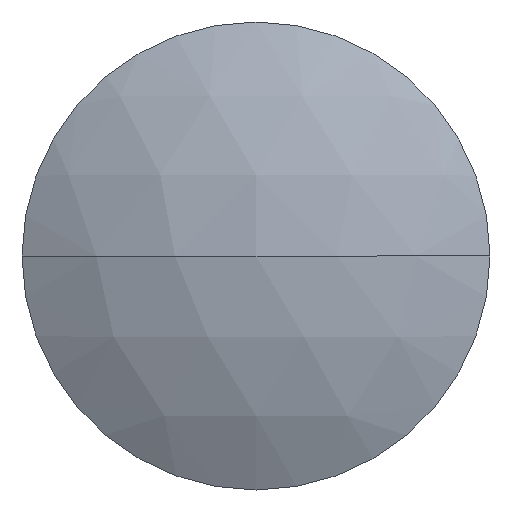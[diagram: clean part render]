
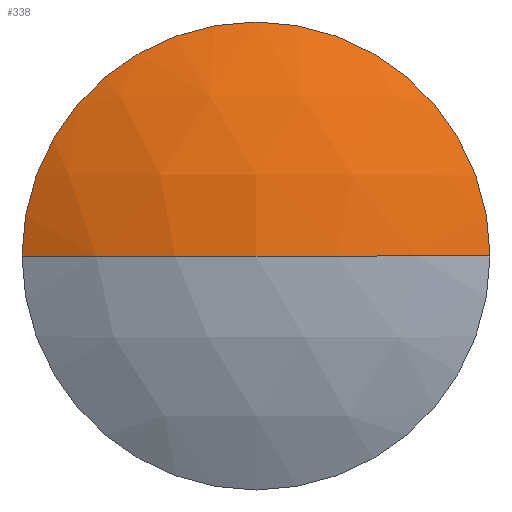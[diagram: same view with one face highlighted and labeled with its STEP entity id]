
A CAD part, left-side view. The second image highlights one B-rep face of the part: STEP entity #338.
In plain terms, the highlighted spherical face has radius 1.401 mm.
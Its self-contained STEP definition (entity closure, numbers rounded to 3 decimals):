
#11 = FACE_OUTER_BOUND ( 'NONE', #393, .T. ) ;
#21 = ORIENTED_EDGE ( 'NONE', *, *, #362, .T. ) ;
#45 = ORIENTED_EDGE ( 'NONE', *, *, #282, .F. ) ;
#60 = AXIS2_PLACEMENT_3D ( 'NONE', #265, #397, #366 ) ;
#76 = CARTESIAN_POINT ( 'NONE',  ( -4.556, -0.685, 0. ) ) ;
#82 = VERTEX_POINT ( 'NONE', #283 ) ;
#93 = CARTESIAN_POINT ( 'NONE',  ( -4.556, 0., 0. ) ) ;
#95 = CIRCLE ( 'NONE', #291, 1.402 ) ;
#102 = CARTESIAN_POINT ( 'NONE',  ( -3.333, 0., 0. ) ) ;
#135 = CARTESIAN_POINT ( 'NONE',  ( -3.333, 0., 0. ) ) ;
#172 = EDGE_CURVE ( 'NONE', #276, #404, #231, .T. ) ;
#190 = SPHERICAL_SURFACE ( 'NONE', #270, 1.402 ) ;
#210 = CIRCLE ( 'NONE', #60, 1.402 ) ;
#231 = CIRCLE ( 'NONE', #375, 0.685 ) ;
#235 = DIRECTION ( 'NONE',  ( 0., 1., 0. ) ) ;
#265 = CARTESIAN_POINT ( 'NONE',  ( -3.333, 0., 0. ) ) ;
#266 = DIRECTION ( 'NONE',  ( 0., 0., 1. ) ) ;
#270 = AXIS2_PLACEMENT_3D ( 'NONE', #135, #266, #235 ) ;
#272 = DIRECTION ( 'NONE',  ( 0., 0., 1. ) ) ;
#276 = VERTEX_POINT ( 'NONE', #301 ) ;
#282 = EDGE_CURVE ( 'NONE', #82, #276, #210, .T. ) ;
#283 = CARTESIAN_POINT ( 'NONE',  ( -4.735, 0., 0. ) ) ;
#291 = AXIS2_PLACEMENT_3D ( 'NONE', #102, #272, #315 ) ;
#301 = CARTESIAN_POINT ( 'NONE',  ( -4.556, 0.685, 0. ) ) ;
#315 = DIRECTION ( 'NONE',  ( 0., -1., 0. ) ) ;
#338 = ADVANCED_FACE ( 'NONE', ( #11 ), #190, .T. ) ;
#362 = EDGE_CURVE ( 'NONE', #82, #404, #95, .T. ) ;
#363 = ORIENTED_EDGE ( 'NONE', *, *, #172, .F. ) ;
#364 = DIRECTION ( 'NONE',  ( 0., 1., 0. ) ) ;
#366 = DIRECTION ( 'NONE',  ( -1., 0., 0. ) ) ;
#375 = AXIS2_PLACEMENT_3D ( 'NONE', #93, #394, #364 ) ;
#393 = EDGE_LOOP ( 'NONE', ( #45, #21, #363 ) ) ;
#394 = DIRECTION ( 'NONE',  ( 1., 0., 0. ) ) ;
#397 = DIRECTION ( 'NONE',  ( 0., 0., -1. ) ) ;
#404 = VERTEX_POINT ( 'NONE', #76 ) ;
